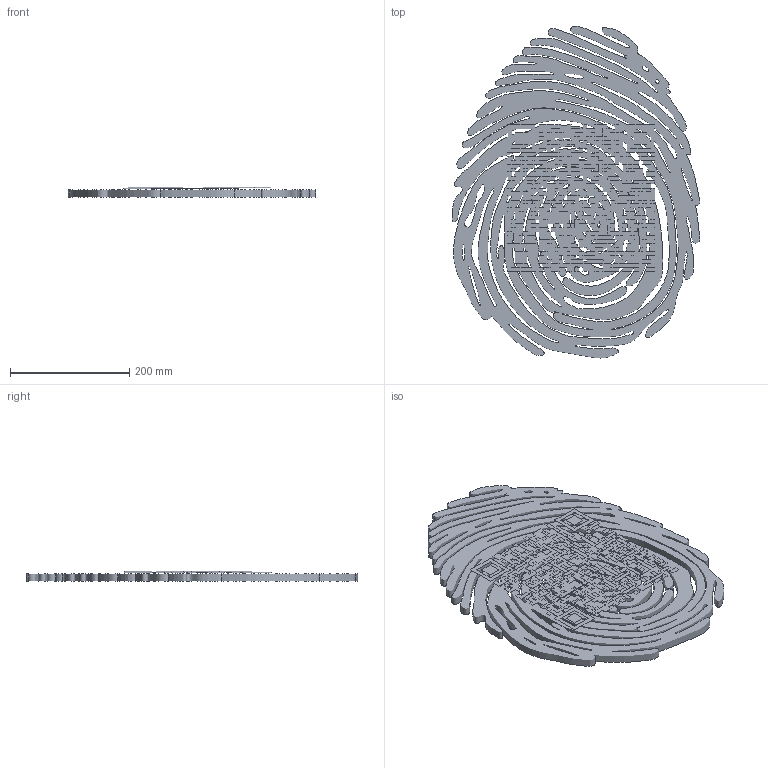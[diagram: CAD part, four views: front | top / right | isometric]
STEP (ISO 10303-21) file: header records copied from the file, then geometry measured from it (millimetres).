
FILE_DESCRIPTION(/* description */ ('STEP AP242','CAx-IF Rec.Pracs.---Representation and Presentation of Product Manufacturing Information (PMI)---4.0---2014-10-13','CAx-IF Rec.Pracs.---3D Tessellated Geometry---0.4---2014-09-14','2;1'),/* implementation_level */ '2;1');
FILE_NAME(/* name */ 'Fingerprint (1) (1)',/* time_stamp */ '2024-11-06T19:46:19Z',/* author */ (''),/* organization */ (''),/* preprocessor_version */ 'ST-DEVELOPER v20',/* originating_system */ 'ONSHAPE BY PTC INC, 1.189',/* authorisation */ ' ');
FILE_SCHEMA (('AP242_MANAGED_MODEL_BASED_3D_ENGINEERING_MIM_LF { 1 0 10303 442 1 1 4 }'));
Length unit declared in the file: metre
Products named in the file (156): Part 145; Part 129; Part 28; Part 92; Part 76; Part 60; Part 44; Part 26; Part 156; Part 140; Part 124; Part 108; Part 90; Part 74; Part 58; Part 42; Part 24; Part 154; Part 138; Part 122; Part 106; Part 88; Part 72; Part 56; Part 40; Part 152; Part 136; Part 120; Part 104; Part 46; Part 53; Part 30; Part 37; Part 21; Part 110; Part 117; Part 94; Part 101; Part 78; Part 85 ...
Bounding box: 415.46 x 557.48 x 18.25 mm (x, y, z)
Surface area: 593643.3 mm2 (no closed solid volume)
Topology: 0 solids, 156 shells, 156 faces, 0 edges, 0 vertices
Faces by surface type: other 156
Entity records: 5773 total; most frequent: STYLED_ITEM 312, PRESENTATION_STYLE_ASSIGNMENT 312, SURFACE_STYLE_USAGE 312, SURFACE_SIDE_STYLE 312, SURFACE_STYLE_FILL_AREA 312, FILL_AREA_STYLE 312, FILL_AREA_STYLE_COLOUR 312, DIRECTION 312
